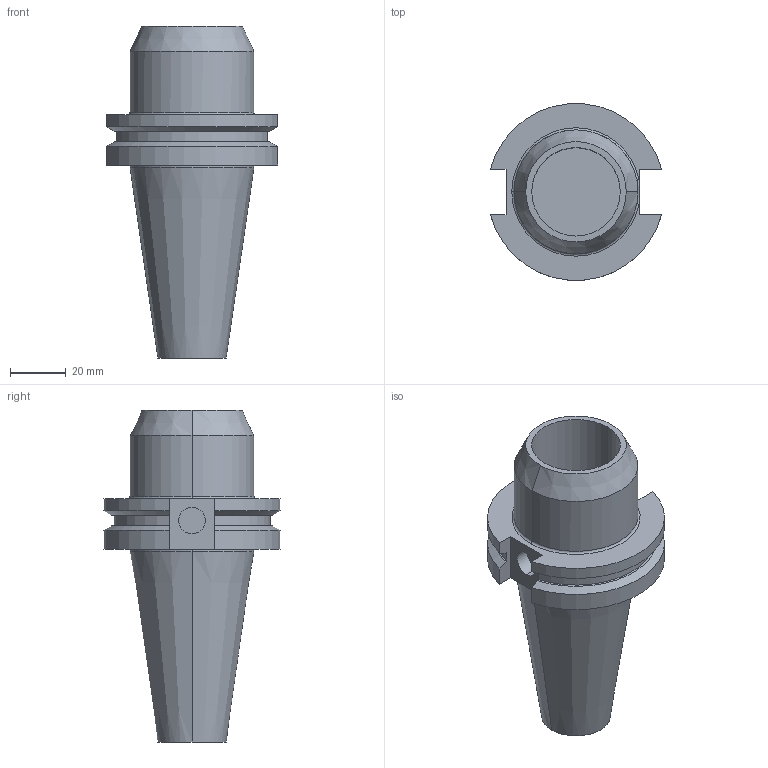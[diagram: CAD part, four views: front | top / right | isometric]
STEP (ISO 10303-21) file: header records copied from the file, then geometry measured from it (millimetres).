
FILE_DESCRIPTION (( 'STEP AP203' ), '1' );
FILE_NAME ('STP-43.653.72.200.STEP', '2021-05-24T03:00:42', ( '' ), ( '' ), 'SwSTEP 2.0', 'SolidWorks 2017', '' );
FILE_SCHEMA (( 'CONFIG_CONTROL_DESIGN' ));
Length unit declared in the file: millimetre
Products named in the file (1): STP-43.653.72.200
Bounding box: 61.35 x 63.26 x 119.05 mm (x, y, z)
Volume: 112274.2 mm3; surface area: 28413.5 mm2
Topology: 1 solids, 1 shells, 51 faces, 123 edges, 78 vertices
Faces by surface type: cylinder 20, plane 18, cone 10, torus 2, bspline 1
Entity records: 1612 total; most frequent: CARTESIAN_POINT 326, DIRECTION 266, ORIENTED_EDGE 242, EDGE_CURVE 121, AXIS2_PLACEMENT_3D 104, VERTEX_POINT 78, LINE 58, VECTOR 58
